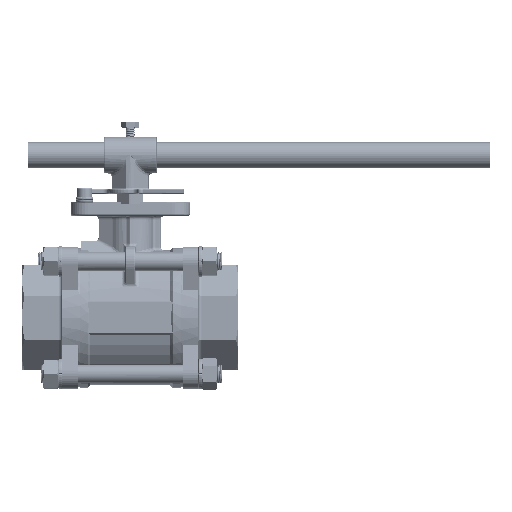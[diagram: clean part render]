
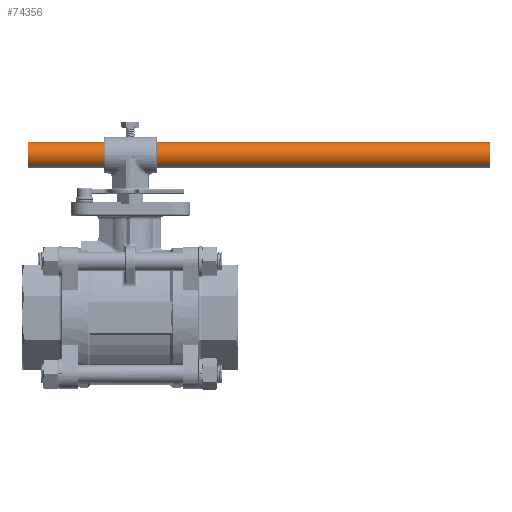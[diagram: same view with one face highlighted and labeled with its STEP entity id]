
A CAD part, top view. The second image highlights one B-rep face of the part: STEP entity #74356.
In plain terms, the highlighted cylindrical face has radius 11.1 mm (diameter 22.2 mm), a partial arc.
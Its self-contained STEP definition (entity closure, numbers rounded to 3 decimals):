
#797 = ORIENTED_EDGE ( 'NONE', *, *, #76217, .T. ) ;
#4803 = DIRECTION ( 'NONE',  ( -1., 0., 0. ) ) ;
#8302 = ORIENTED_EDGE ( 'NONE', *, *, #71492, .F. ) ;
#11276 = VERTEX_POINT ( 'NONE', #18284 ) ;
#11591 = DIRECTION ( 'NONE',  ( 0., 0., -1. ) ) ;
#13051 = VECTOR ( 'NONE', #74235, 1000. ) ;
#13312 = VERTEX_POINT ( 'NONE', #37431 ) ;
#16998 = CYLINDRICAL_SURFACE ( 'NONE', #48401, 11.1 ) ;
#18284 = CARTESIAN_POINT ( 'NONE',  ( 11.1, 0., 197.5 ) ) ;
#19696 = CIRCLE ( 'NONE', #64378, 11.1 ) ;
#22751 = DIRECTION ( 'NONE',  ( 0., 0., 1. ) ) ;
#22932 = VECTOR ( 'NONE', #11591, 1000. ) ;
#23664 = ORIENTED_EDGE ( 'NONE', *, *, #58811, .F. ) ;
#27388 = ORIENTED_EDGE ( 'NONE', *, *, #78456, .T. ) ;
#27893 = DIRECTION ( 'NONE',  ( 0., 0., 1. ) ) ;
#29016 = CARTESIAN_POINT ( 'NONE',  ( 0., 0., 197.5 ) ) ;
#31772 = CARTESIAN_POINT ( 'NONE',  ( 11.1, 0., 197.5 ) ) ;
#34851 = CIRCLE ( 'NONE', #76810, 11.1 ) ;
#37431 = CARTESIAN_POINT ( 'NONE',  ( -11.1, 0., -197.5 ) ) ;
#41214 = DIRECTION ( 'NONE',  ( 0., 0., -1. ) ) ;
#47191 = CARTESIAN_POINT ( 'NONE',  ( 11.1, 0., -197.5 ) ) ;
#48401 = AXIS2_PLACEMENT_3D ( 'NONE', #29016, #41214, #4803 ) ;
#50774 = CARTESIAN_POINT ( 'NONE',  ( -11.1, 0., 197.5 ) ) ;
#57799 = VERTEX_POINT ( 'NONE', #50774 ) ;
#58811 = EDGE_CURVE ( 'NONE', #11276, #57799, #34851, .T. ) ;
#59205 = CARTESIAN_POINT ( 'NONE',  ( 0., 0., -197.5 ) ) ;
#64307 = CARTESIAN_POINT ( 'NONE',  ( 0., 0., 197.5 ) ) ;
#64378 = AXIS2_PLACEMENT_3D ( 'NONE', #59205, #22751, #65327 ) ;
#65327 = DIRECTION ( 'NONE',  ( 1., 0., 0. ) ) ;
#65533 = FACE_OUTER_BOUND ( 'NONE', #73249, .T. ) ;
#66693 = VERTEX_POINT ( 'NONE', #47191 ) ;
#70371 = DIRECTION ( 'NONE',  ( 1., 0., 0. ) ) ;
#71433 = LINE ( 'NONE', #78242, #22932 ) ;
#71492 = EDGE_CURVE ( 'NONE', #57799, #13312, #71433, .T. ) ;
#73249 = EDGE_LOOP ( 'NONE', ( #23664, #797, #27388, #8302 ) ) ;
#74235 = DIRECTION ( 'NONE',  ( 0., 0., -1. ) ) ;
#74356 = ADVANCED_FACE ( 'NONE', ( #65533 ), #16998, .T. ) ;
#76217 = EDGE_CURVE ( 'NONE', #11276, #66693, #77668, .T. ) ;
#76810 = AXIS2_PLACEMENT_3D ( 'NONE', #64307, #27893, #70371 ) ;
#77668 = LINE ( 'NONE', #31772, #13051 ) ;
#78242 = CARTESIAN_POINT ( 'NONE',  ( -11.1, 0., 197.5 ) ) ;
#78456 = EDGE_CURVE ( 'NONE', #66693, #13312, #19696, .T. ) ;
